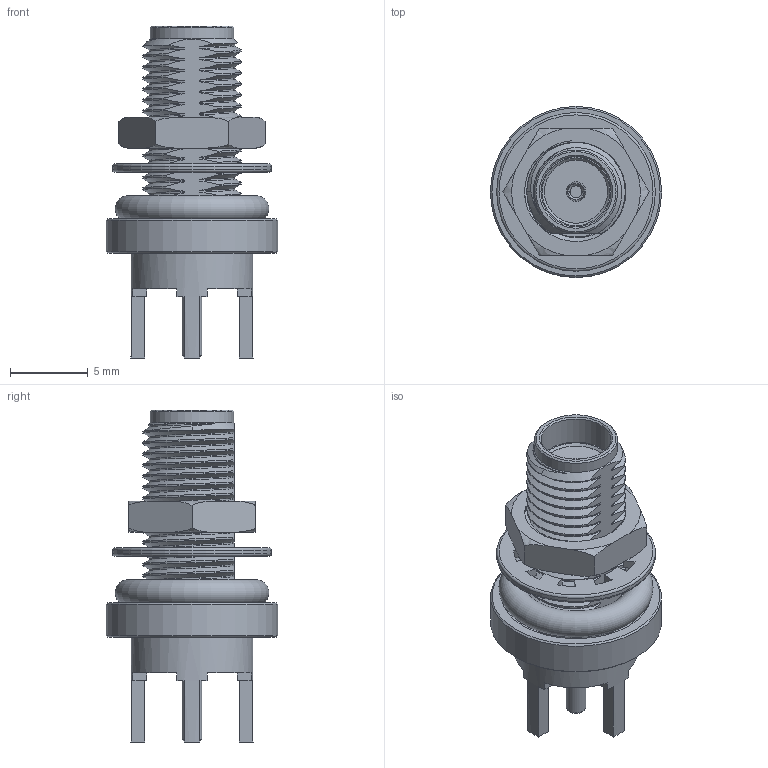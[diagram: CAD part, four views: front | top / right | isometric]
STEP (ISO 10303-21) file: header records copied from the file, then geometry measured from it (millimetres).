
FILE_DESCRIPTION(/* description */ ('Unknown'),/* implementation_level */ '2;1');
FILE_NAME(/* name */ '60312052111533',/* time_stamp */ '2024-05-27T13:22:19+02:00',/* author */ ('Unknown'),/* organization */ ('Unknown'),/* preprocessor_version */ 'ST-DEVELOPER v18.102',/* originating_system */ 'Solid Edge',/* authorisation */ 'Unknown');
FILE_SCHEMA (('AUTOMOTIVE_DESIGN {1 0 10303 214 3 1 1}'));
Length unit declared in the file: millimetre
Products named in the file (1): 60312052111533
Bounding box: 11 x 11 x 21.34 mm (x, y, z)
Volume: 722.6 mm3; surface area: 1257.3 mm2
Topology: 3 solids, 3 shells, 216 faces, 610 edges, 402 vertices
Faces by surface type: plane 80, cylinder 71, bspline 34, cone 16, torus 15
Full cylindrical faces by diameter (mm): 0.94 x1, 1.27 x2, 1.5 x1, 3.45 x1, 4.05 x1, 4.5 x1, 5.35 x1, 6.6 x1, 7.85 x1, 9.6 x1, 10.2 x1, 11 x1
Entity records: 22088 total; most frequent: CARTESIAN_POINT 15898, ORIENTED_EDGE 1150, DIRECTION 879, EDGE_CURVE 575, VERTEX_POINT 392, AXIS2_PLACEMENT_3D 323, FACE_BOUND 251, EDGE_LOOP 250
